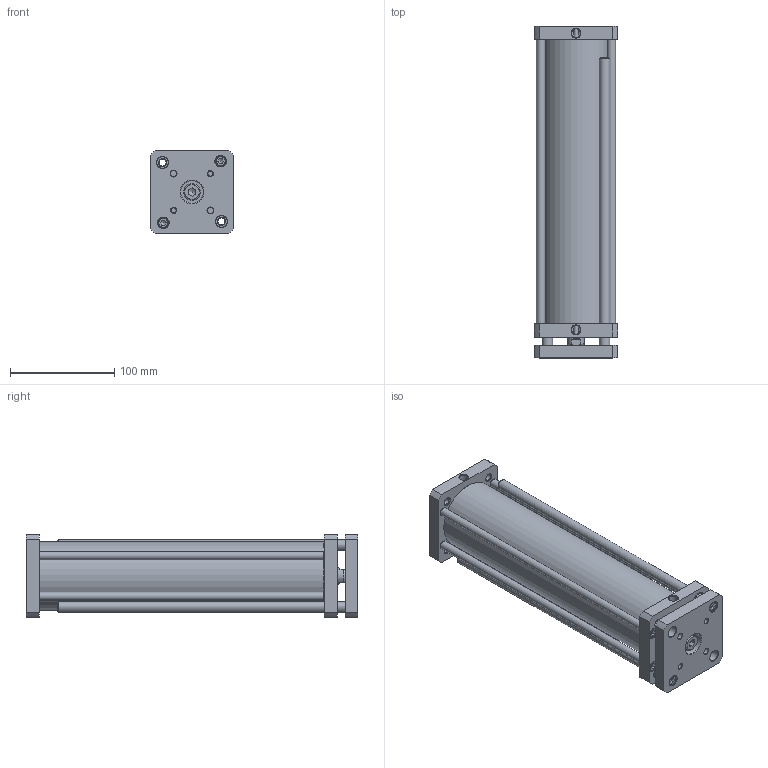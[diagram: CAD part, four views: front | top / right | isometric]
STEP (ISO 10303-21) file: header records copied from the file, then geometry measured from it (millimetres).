
FILE_DESCRIPTION((''),'2;1');
FILE_NAME('XDMA063.250.GS.F.stp','2014-05-19T10:18:09',('carlo.corazza'),(''),'Autodesk Inventor 2012','Autodesk Inventor 2012','');
FILE_SCHEMA(('AUTOMOTIVE_DESIGN { 1 0 10303 214 1 1 1 1 }'));
Length unit declared in the file: millimetre
Products named in the file (8): XDMA063..GS.F; TP; STELO-250; TAA; TIRANTE-250; CORPO-250; STAFFA; COLONNETTA-250
Assembly tree (11 placements, depth 2):
  XDMA063..GS.F
    TP
    STELO-250
    TAA
    TIRANTE-250  x4
    CORPO-250
    STAFFA
    COLONNETTA-250  x2
Bounding box: 80 x 319 x 80 mm (x, y, z)
Volume: 453798.1 mm3; surface area: 234642.9 mm2
Topology: 11 solids, 22 shells, 378 faces, 851 edges, 530 vertices
Faces by surface type: plane 147, cone 126, cylinder 90, torus 15
Full cylindrical faces by diameter (mm): 4 x2, 4.917 x12, 6 x2, 6.647 x7, 6.9 x8, 7.1 x2, 8 x4, 8.376 x1, 8.566 x2, 10 x12, 10.5 x10, 11 x2, 12 x2, 16 x2, 16.54 x1, 17.7 x1, 18 x1, 20.32 x1, 20.5 x1, 22 x1, 63 x1, 66 x1
Entity records: 8974 total; most frequent: CARTESIAN_POINT 1654, DIRECTION 1450, ORIENTED_EDGE 1100, AXIS2_PLACEMENT_3D 616, EDGE_LOOP 584, EDGE_CURVE 550, VERTEX_POINT 440, STYLED_ITEM 344
